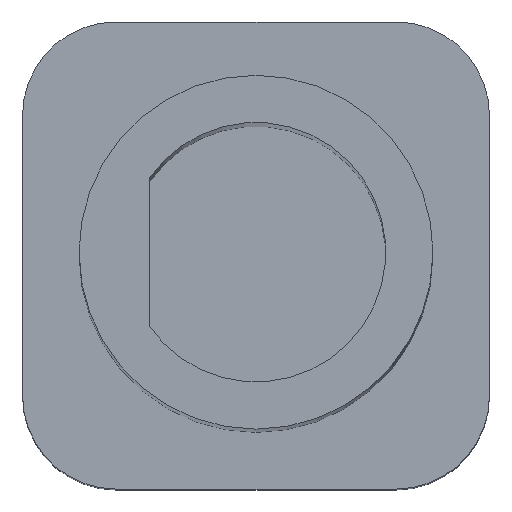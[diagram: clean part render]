
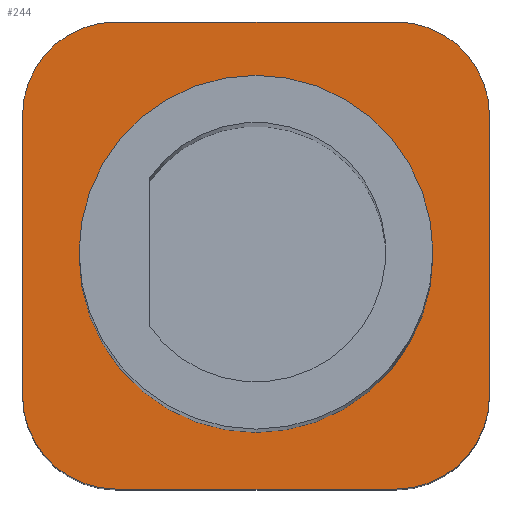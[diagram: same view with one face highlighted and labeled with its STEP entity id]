
A CAD part, top view. The second image highlights one B-rep face of the part: STEP entity #244.
In plain terms, the highlighted planar face has unit normal (0, 0, 1).
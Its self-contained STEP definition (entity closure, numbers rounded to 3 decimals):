
#16=FACE_BOUND('',#45,.T.);
#28=FACE_OUTER_BOUND('',#44,.T.);
#44=EDGE_LOOP('',(#181,#182,#183,#184,#185,#186,#187,#188));
#45=EDGE_LOOP('',(#189));
#58=CIRCLE('',#274,3.75);
#59=CIRCLE('',#278,1.98);
#60=CIRCLE('',#279,1.98);
#61=CIRCLE('',#280,1.98);
#62=CIRCLE('',#281,1.98);
#72=LINE('',#398,#93);
#73=LINE('',#402,#94);
#74=LINE('',#406,#95);
#75=LINE('',#409,#96);
#93=VECTOR('',#324,10.);
#94=VECTOR('',#327,10.);
#95=VECTOR('',#330,10.);
#96=VECTOR('',#333,10.);
#114=VERTEX_POINT('',#387);
#115=VERTEX_POINT('',#394);
#116=VERTEX_POINT('',#395);
#117=VERTEX_POINT('',#397);
#118=VERTEX_POINT('',#399);
#119=VERTEX_POINT('',#401);
#120=VERTEX_POINT('',#403);
#121=VERTEX_POINT('',#405);
#122=VERTEX_POINT('',#407);
#138=EDGE_CURVE('',#114,#114,#58,.T.);
#140=EDGE_CURVE('',#115,#116,#59,.T.);
#141=EDGE_CURVE('',#116,#117,#72,.T.);
#142=EDGE_CURVE('',#117,#118,#60,.T.);
#143=EDGE_CURVE('',#118,#119,#73,.T.);
#144=EDGE_CURVE('',#119,#120,#61,.T.);
#145=EDGE_CURVE('',#120,#121,#74,.T.);
#146=EDGE_CURVE('',#121,#122,#62,.T.);
#147=EDGE_CURVE('',#122,#115,#75,.T.);
#181=ORIENTED_EDGE('',*,*,#140,.T.);
#182=ORIENTED_EDGE('',*,*,#141,.T.);
#183=ORIENTED_EDGE('',*,*,#142,.T.);
#184=ORIENTED_EDGE('',*,*,#143,.T.);
#185=ORIENTED_EDGE('',*,*,#144,.T.);
#186=ORIENTED_EDGE('',*,*,#145,.T.);
#187=ORIENTED_EDGE('',*,*,#146,.T.);
#188=ORIENTED_EDGE('',*,*,#147,.T.);
#189=ORIENTED_EDGE('',*,*,#138,.T.);
#233=PLANE('',#277);
#244=ADVANCED_FACE('',(#28,#16),#233,.T.);
#274=AXIS2_PLACEMENT_3D('',#389,#313,#314);
#277=AXIS2_PLACEMENT_3D('',#393,#320,#321);
#278=AXIS2_PLACEMENT_3D('',#396,#322,#323);
#279=AXIS2_PLACEMENT_3D('',#400,#325,#326);
#280=AXIS2_PLACEMENT_3D('',#404,#328,#329);
#281=AXIS2_PLACEMENT_3D('',#408,#331,#332);
#313=DIRECTION('center_axis',(0.,0.,-1.));
#314=DIRECTION('ref_axis',(1.,0.,0.));
#320=DIRECTION('center_axis',(0.,0.,1.));
#321=DIRECTION('ref_axis',(1.,0.,0.));
#322=DIRECTION('center_axis',(0.,0.,1.));
#323=DIRECTION('ref_axis',(1.,0.,0.));
#324=DIRECTION('',(-1.,0.,0.));
#325=DIRECTION('center_axis',(0.,0.,1.));
#326=DIRECTION('ref_axis',(0.,1.,0.));
#327=DIRECTION('',(0.,-1.,0.));
#328=DIRECTION('center_axis',(0.,0.,1.));
#329=DIRECTION('ref_axis',(-1.,0.,0.));
#330=DIRECTION('',(1.,0.,0.));
#331=DIRECTION('center_axis',(0.,0.,1.));
#332=DIRECTION('ref_axis',(0.,-1.,0.));
#333=DIRECTION('',(0.,1.,0.));
#387=CARTESIAN_POINT('',(1.2,4.95,12.));
#389=CARTESIAN_POINT('Origin',(4.95,4.95,12.));
#393=CARTESIAN_POINT('Origin',(4.95,4.95,12.));
#394=CARTESIAN_POINT('',(9.9,7.92,12.));
#395=CARTESIAN_POINT('',(7.92,9.9,12.));
#396=CARTESIAN_POINT('Origin',(7.92,7.92,12.));
#397=CARTESIAN_POINT('',(1.98,9.9,12.));
#398=CARTESIAN_POINT('',(9.9,9.9,12.));
#399=CARTESIAN_POINT('',(0.,7.92,12.));
#400=CARTESIAN_POINT('Origin',(1.98,7.92,12.));
#401=CARTESIAN_POINT('',(0.,1.98,12.));
#402=CARTESIAN_POINT('',(0.,9.9,12.));
#403=CARTESIAN_POINT('',(1.98,0.,12.));
#404=CARTESIAN_POINT('Origin',(1.98,1.98,12.));
#405=CARTESIAN_POINT('',(7.92,0.,12.));
#406=CARTESIAN_POINT('',(0.,0.,12.));
#407=CARTESIAN_POINT('',(9.9,1.98,12.));
#408=CARTESIAN_POINT('Origin',(7.92,1.98,12.));
#409=CARTESIAN_POINT('',(9.9,0.,12.));
